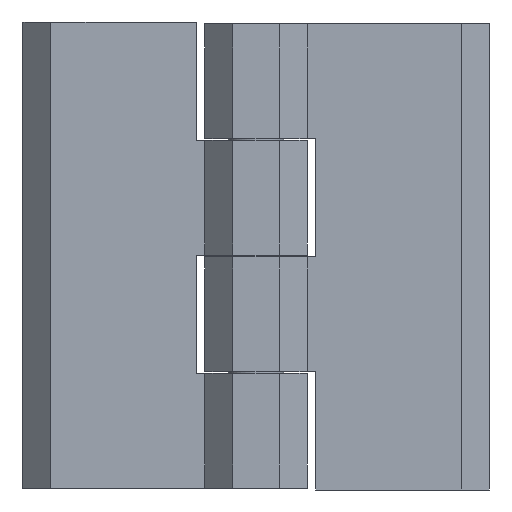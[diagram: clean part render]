
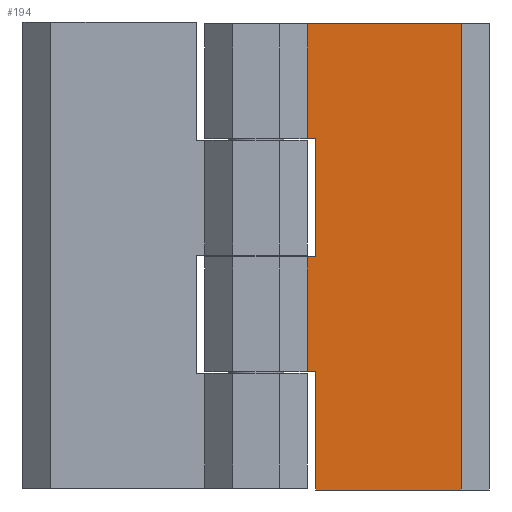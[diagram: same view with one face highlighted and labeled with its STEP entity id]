
A CAD part, front view. The second image highlights one B-rep face of the part: STEP entity #194.
In plain terms, the highlighted planar face has unit normal (0, -1, 0).
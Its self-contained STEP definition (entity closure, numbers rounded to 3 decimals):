
#194=ADVANCED_FACE('',(#480),#481,.T.);
#480=FACE_OUTER_BOUND('',#1030,.T.);
#481=PLANE('',#1031);
#1030=EDGE_LOOP('',(#1795,#1796,#1797,#1798,#1799,#1800,#1801,#1802,#1803,#1804));
#1031=AXIS2_PLACEMENT_3D('',#1805,#1806,#1807);
#1795=ORIENTED_EDGE('',*,*,#3762,.F.);
#1796=ORIENTED_EDGE('',*,*,#3791,.F.);
#1797=ORIENTED_EDGE('',*,*,#3835,.F.);
#1798=ORIENTED_EDGE('',*,*,#3767,.F.);
#1799=ORIENTED_EDGE('',*,*,#3758,.F.);
#1800=ORIENTED_EDGE('',*,*,#3796,.T.);
#1801=ORIENTED_EDGE('',*,*,#3834,.T.);
#1802=ORIENTED_EDGE('',*,*,#3807,.F.);
#1803=ORIENTED_EDGE('',*,*,#3836,.F.);
#1804=ORIENTED_EDGE('',*,*,#3776,.F.);
#1805=CARTESIAN_POINT('',(5.5,0.0,-50.0));
#1806=DIRECTION('',(0.0,-1.0,0.0));
#1807=DIRECTION('',(-1.0,0.0,0.0));
#3758=EDGE_CURVE('',#4403,#4405,#4406,.T.);
#3762=EDGE_CURVE('',#4411,#4413,#4414,.T.);
#3767=EDGE_CURVE('',#4405,#4422,#4423,.T.);
#3776=EDGE_CURVE('',#4413,#4439,#4440,.T.);
#3791=EDGE_CURVE('',#4466,#4411,#4468,.T.);
#3796=EDGE_CURVE('',#4403,#4475,#4477,.T.);
#3807=EDGE_CURVE('',#4496,#4498,#4499,.T.);
#3834=EDGE_CURVE('',#4475,#4498,#4539,.T.);
#3835=EDGE_CURVE('',#4422,#4466,#4540,.T.);
#3836=EDGE_CURVE('',#4439,#4496,#4541,.T.);
#4403=VERTEX_POINT('',#5613);
#4405=VERTEX_POINT('',#5616);
#4406=LINE('',#5617,#5618);
#4411=VERTEX_POINT('',#5625);
#4413=VERTEX_POINT('',#5628);
#4414=LINE('',#5629,#5630);
#4422=VERTEX_POINT('',#5641);
#4423=LINE('',#5642,#5643);
#4439=VERTEX_POINT('',#5665);
#4440=LINE('',#5666,#5667);
#4466=VERTEX_POINT('',#5703);
#4468=LINE('',#5706,#5707);
#4475=VERTEX_POINT('',#5717);
#4477=LINE('',#5720,#5721);
#4496=VERTEX_POINT('',#5747);
#4498=VERTEX_POINT('',#5750);
#4499=LINE('',#5751,#5752);
#4539=LINE('',#5808,#5809);
#4540=LINE('',#5810,#5811);
#4541=LINE('',#5812,#5813);
#5613=CARTESIAN_POINT('',(6.401,0.0,-50.0));
#5616=CARTESIAN_POINT('',(6.401,0.0,-37.3));
#5617=CARTESIAN_POINT('',(6.401,0.0,-50.0));
#5618=VECTOR('',#7320,1.0);
#5625=CARTESIAN_POINT('',(6.401,0.0,-25.0));
#5628=CARTESIAN_POINT('',(6.401,0.0,-12.3));
#5629=CARTESIAN_POINT('',(6.401,0.0,-25.0));
#5630=VECTOR('',#7324,1.0);
#5641=CARTESIAN_POINT('',(5.5,0.0,-37.3));
#5642=CARTESIAN_POINT('',(6.4,0.0,-37.3));
#5643=VECTOR('',#7331,1.0);
#5665=CARTESIAN_POINT('',(5.5,0.,-12.3));
#5666=CARTESIAN_POINT('',(6.4,0.,-12.3));
#5667=VECTOR('',#7344,1.0);
#5703=CARTESIAN_POINT('',(5.5,0.0,-25.0));
#5706=CARTESIAN_POINT('',(5.5,0.0,-25.0));
#5707=VECTOR('',#7365,1.0);
#5717=CARTESIAN_POINT('',(22.0,0.0,-50.0));
#5720=CARTESIAN_POINT('',(5.5,0.0,-50.0));
#5721=VECTOR('',#7370,1.0);
#5747=CARTESIAN_POINT('',(5.5,0.0,0.0));
#5750=CARTESIAN_POINT('',(22.0,0.0,0.0));
#5751=CARTESIAN_POINT('',(5.5,0.0,0.0));
#5752=VECTOR('',#7385,1.0);
#5808=CARTESIAN_POINT('',(22.0,0.0,-50.0));
#5809=VECTOR('',#7432,1.0);
#5810=CARTESIAN_POINT('',(5.5,0.0,-50.0));
#5811=VECTOR('',#7433,1.0);
#5812=CARTESIAN_POINT('',(5.5,0.0,-50.0));
#5813=VECTOR('',#7434,1.0);
#7320=DIRECTION('',(0.0,0.0,1.0));
#7324=DIRECTION('',(0.0,0.0,1.0));
#7331=DIRECTION('',(-1.0,0.0,0.0));
#7344=DIRECTION('',(-1.0,0.,0.0));
#7365=DIRECTION('',(1.0,0.0,0.0));
#7370=DIRECTION('',(1.0,0.0,0.0));
#7385=DIRECTION('',(1.0,0.0,0.0));
#7432=DIRECTION('',(0.0,0.0,1.0));
#7433=DIRECTION('',(0.0,0.0,1.0));
#7434=DIRECTION('',(0.0,0.0,1.0));
